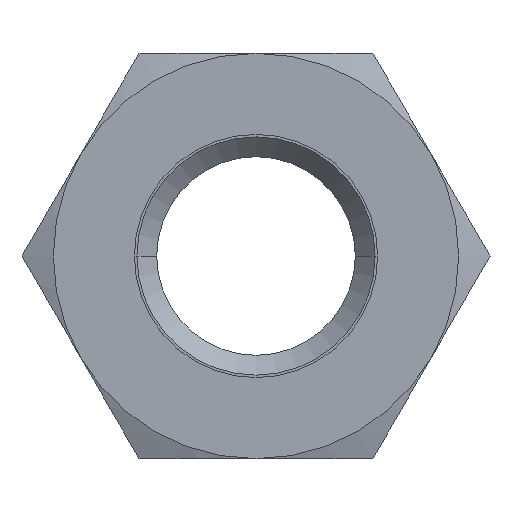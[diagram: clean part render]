
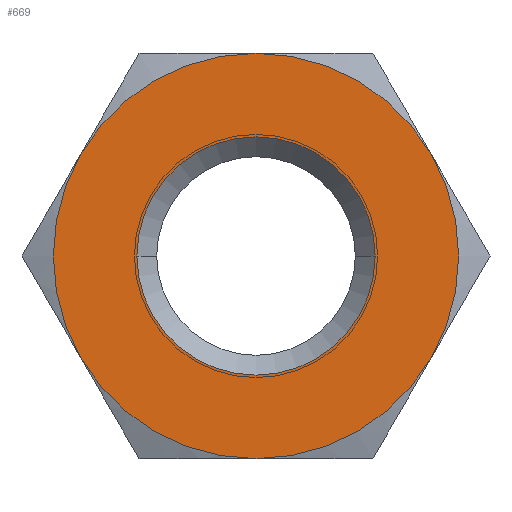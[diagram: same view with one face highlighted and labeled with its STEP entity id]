
A CAD part, front view. The second image highlights one B-rep face of the part: STEP entity #669.
In plain terms, the highlighted planar face has unit normal (0, -1, 0).
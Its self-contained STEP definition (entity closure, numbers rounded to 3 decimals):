
#42=CARTESIAN_POINT('',(0.,0.,0.));
#43=DIRECTION('',(0.,1.,0.));
#44=DIRECTION('',(-0.866,0.,0.5));
#45=AXIS2_PLACEMENT_3D('',#42,#43,#44);
#51=CARTESIAN_POINT('',(0.,0.,0.));
#52=DIRECTION('',(0.,1.,0.));
#53=DIRECTION('',(0.,0.,1.));
#54=AXIS2_PLACEMENT_3D('',#51,#52,#53);
#59=CARTESIAN_POINT('',(0.,0.,0.));
#60=DIRECTION('',(0.,1.,0.));
#61=DIRECTION('',(0.866,0.,-0.5));
#62=AXIS2_PLACEMENT_3D('',#59,#60,#61);
#67=CARTESIAN_POINT('',(0.,0.,0.));
#68=DIRECTION('',(0.,1.,0.));
#69=DIRECTION('',(0.,0.,-1.));
#70=AXIS2_PLACEMENT_3D('',#67,#68,#69);
#75=CARTESIAN_POINT('',(0.,0.,0.));
#76=DIRECTION('',(0.,1.,0.));
#77=DIRECTION('',(-1.,0.,0.));
#78=AXIS2_PLACEMENT_3D('',#75,#76,#77);
#83=CARTESIAN_POINT('',(0.,0.,0.));
#84=DIRECTION('',(0.,1.,0.));
#85=DIRECTION('',(1.,0.,0.));
#86=AXIS2_PLACEMENT_3D('',#83,#84,#85);
#91=CARTESIAN_POINT('',(0.,0.,0.));
#92=DIRECTION('',(0.,-1.,0.));
#93=DIRECTION('',(-0.866,0.,0.5));
#94=AXIS2_PLACEMENT_3D('',#91,#92,#93);
#582=CARTESIAN_POINT('',(0.,0.,0.));
#583=DIRECTION('',(0.,-1.,0.));
#584=DIRECTION('',(0.866,0.,-0.5));
#585=AXIS2_PLACEMENT_3D('',#582,#583,#584);
#616=CARTESIAN_POINT('',(0.,0.,-5.));
#617=CARTESIAN_POINT('',(-4.33,0.,-2.5));
#618=VERTEX_POINT('',#616);
#619=VERTEX_POINT('',#617);
#620=CARTESIAN_POINT('',(4.33,0.,-2.5));
#621=VERTEX_POINT('',#620);
#622=CARTESIAN_POINT('',(0.,0.,5.));
#623=CARTESIAN_POINT('',(4.33,0.,2.5));
#624=VERTEX_POINT('',#622);
#625=VERTEX_POINT('',#623);
#626=CARTESIAN_POINT('',(-4.33,0.,2.5));
#627=VERTEX_POINT('',#626);
#636=CARTESIAN_POINT('',(-2.94,0.,0.));
#637=CARTESIAN_POINT('',(2.94,0.,0.));
#638=VERTEX_POINT('',#636);
#639=VERTEX_POINT('',#637);
#644=CARTESIAN_POINT('',(0.,0.,0.));
#645=DIRECTION('',(0.,1.,0.));
#646=DIRECTION('',(1.,0.,0.));
#647=AXIS2_PLACEMENT_3D('',#644,#645,#646);
#648=PLANE('',#647);
#650=ORIENTED_EDGE('',*,*,#649,.F.);
#652=ORIENTED_EDGE('',*,*,#651,.T.);
#654=ORIENTED_EDGE('',*,*,#653,.T.);
#656=ORIENTED_EDGE('',*,*,#655,.F.);
#658=ORIENTED_EDGE('',*,*,#657,.T.);
#660=ORIENTED_EDGE('',*,*,#659,.T.);
#661=EDGE_LOOP('',(#650,#652,#654,#656,#658,#660));
#662=FACE_OUTER_BOUND('',#661,.F.);
#664=ORIENTED_EDGE('',*,*,#663,.F.);
#666=ORIENTED_EDGE('',*,*,#665,.F.);
#667=EDGE_LOOP('',(#664,#666));
#668=FACE_BOUND('',#667,.F.);
#46=CIRCLE('',#45,5.);
#55=CIRCLE('',#54,5.);
#63=CIRCLE('',#62,5.);
#71=CIRCLE('',#70,5.);
#79=CIRCLE('',#78,2.94);
#87=CIRCLE('',#86,2.94);
#95=CIRCLE('',#94,5.);
#586=CIRCLE('',#585,5.);
#649=EDGE_CURVE('',#627,#619,#95,.T.);
#651=EDGE_CURVE('',#627,#624,#46,.T.);
#653=EDGE_CURVE('',#624,#625,#55,.T.);
#655=EDGE_CURVE('',#621,#625,#586,.T.);
#657=EDGE_CURVE('',#621,#618,#63,.T.);
#659=EDGE_CURVE('',#618,#619,#71,.T.);
#663=EDGE_CURVE('',#638,#639,#79,.T.);
#665=EDGE_CURVE('',#639,#638,#87,.T.);
#669=ADVANCED_FACE('',(#662,#668),#648,.F.);
